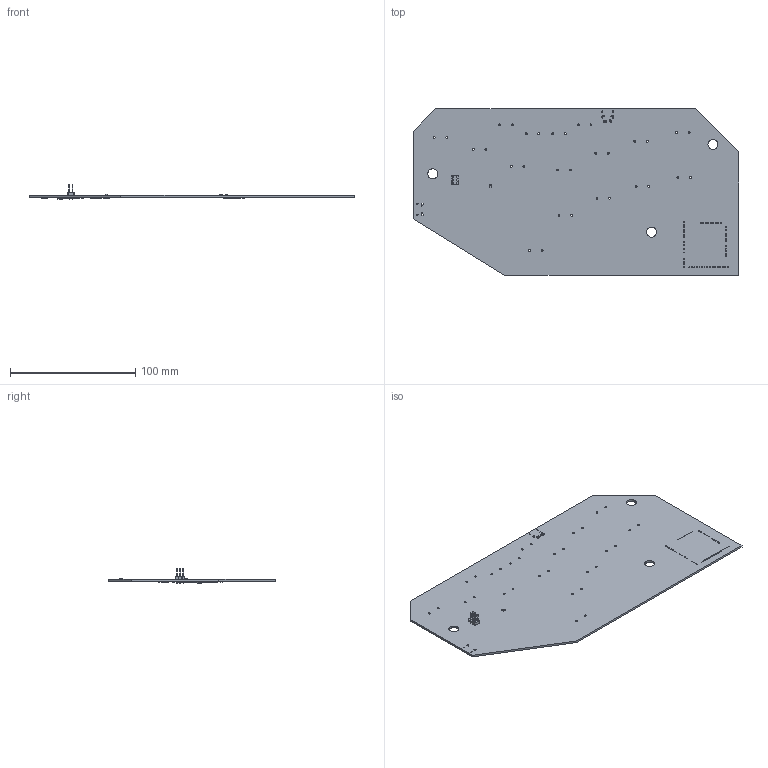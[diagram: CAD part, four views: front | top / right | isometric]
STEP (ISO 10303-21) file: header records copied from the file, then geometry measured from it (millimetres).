
FILE_DESCRIPTION(('KiCad electronic assembly'),'2;1');
FILE_NAME('MainBoard_BrooksP5Mini.step','2025-05-01T14:43:52',('Pcbnew') ,('Kicad'),'Open CASCADE STEP processor 7.8','KiCad to STEP converter' ,'Unknown');
FILE_SCHEMA(('AUTOMOTIVE_DESIGN { 1 0 10303 214 1 1 1 1 }'));
Length unit declared in the file: millimetre
Products named in the file (18): MainBoard_BrooksP5Mini 1; PinHeader_2x03_P2.54mm_Vertical; PinHeader_2x03_P254mm_Vertical; D_0603_1608Metric; D_0603; R_0603_1608Metric; C_0603_1608Metric; TQFP-44_10x10mm_P0.8mm; TQFP_44_10x10mm_P08mm; SW_SPST_TL3342; Crystal_SMD_SeikoEpson_FA238-4Pin_3.2x2.5mm; LED_0201_0603Metric; MainBoard_BrooksP5Mini_PCB
Assembly tree (77 placements, depth 3):
  MainBoard_BrooksP5Mini 1
    PinHeader_2x03_P2.54mm_Vertical
      PinHeader_2x03_P254mm_Vertical
    D_0603_1608Metric  x4
      D_0603
    R_0603_1608Metric  x27
      R_0603_1608Metric
    C_0603_1608Metric  x32
      C_0603_1608Metric
    TQFP-44_10x10mm_P0.8mm
      TQFP_44_10x10mm_P08mm
    SW_SPST_TL3342
      SW_SPST_TL3342
    Crystal_SMD_SeikoEpson_FA238-4Pin_3.2x2.5mm
      Crystal_SMD_SeikoEpson_FA238-4Pin_3.2x2.5mm
    LED_0201_0603Metric
      LED_0201_0603Metric
    MainBoard_BrooksP5Mini_PCB
Bounding box: 259.51 x 133 x 11.78 mm (x, y, z)
Volume: 51288.5 mm3; surface area: 66574.1 mm2
Topology: 69 solids, 70 shells, 2970 faces, 7814 edges, 5077 vertices
Faces by surface type: plane 1883, cylinder 994, bspline 92, torus 1
Full cylindrical faces by diameter (mm): 0.5 x1, 0.65 x4, 0.762 x51, 1 x6, 1.5 x32, 2 x1, 8 x3
Entity records: 52856 total; most frequent: CARTESIAN_POINT 10845, ORIENTED_EDGE 6980, DIRECTION 6706, EDGE_CURVE 3490, LINE 2640, VECTOR 2640, VERTEX_POINT 2229, AXIS2_PLACEMENT_3D 2033
